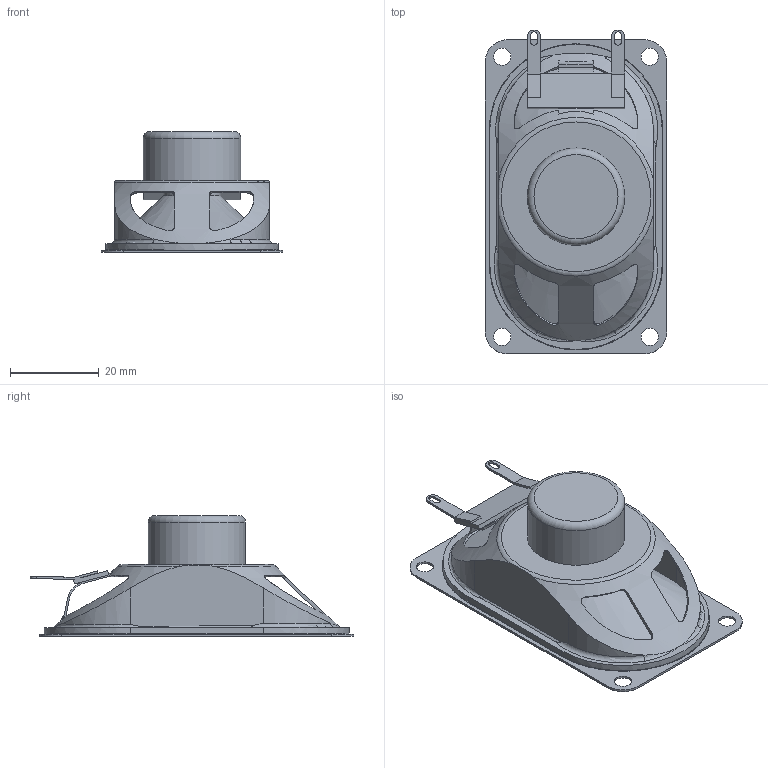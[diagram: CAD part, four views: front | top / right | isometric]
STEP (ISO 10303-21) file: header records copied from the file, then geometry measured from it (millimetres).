
FILE_DESCRIPTION(/* description */ ('Alibre Inc.'),/* implementation_level */ '2;1');
FILE_NAME(/* name */ 'export0',/* time_stamp */ '2018-03-22T06:56:33-05:00',/* author */ (''),/* organization */ (''),/* preprocessor_version */ 'ST-DEVELOPER v14',/* originating_system */ 'Alibre',/* authorisation */ '');
FILE_SCHEMA (('AUTOMOTIVE_DESIGN'));
Length unit declared in the file: centimetre
Bounding box: 41 x 73.17 x 27.3 mm (x, y, z)
Volume: 8482.4 mm3; surface area: 14511.1 mm2
Topology: 1 solids, 2 shells, 140 faces, 412 edges, 278 vertices
Faces by surface type: plane 74, cylinder 31, bspline 25, torus 6, cone 4
Full cylindrical faces by diameter (mm): 3.9 x4, 13 x1, 22 x1, 27 x1
Entity records: 9483 total; most frequent: CARTESIAN_POINT 6289, ORIENTED_EDGE 788, DIRECTION 432, EDGE_CURVE 394, VERTEX_POINT 271, EDGE_LOOP 175, FACE_BOUND 175, AXIS2_PLACEMENT_3D 173
